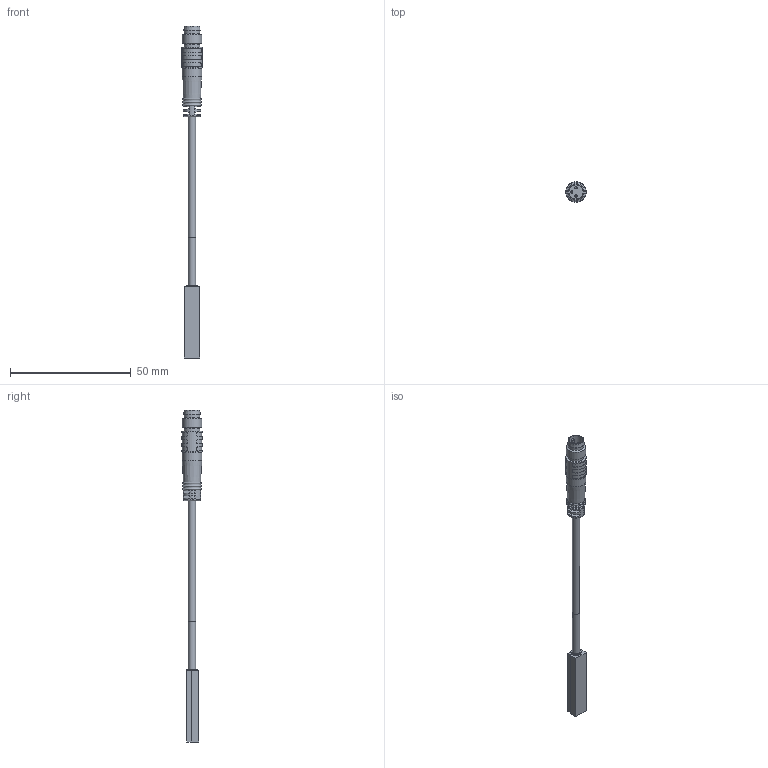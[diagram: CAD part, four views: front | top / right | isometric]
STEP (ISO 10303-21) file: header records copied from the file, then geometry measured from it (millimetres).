
FILE_DESCRIPTION(/* description */ (''),/* implementation_level */ '2;1');
FILE_NAME(/* name */ 'M#S_#.stp',/* time_stamp */ '2017-11-06T11:39:02+01:00',/* author */ ('Maniean1'),/* organization */ (''),/* preprocessor_version */ 'ST-DEVELOPER v16.5',/* originating_system */ 'Autodesk Inventor 2017',/* authorisation */ '');
FILE_SCHEMA (('AUTOMOTIVE_DESIGN { 1 0 10303 214 3 1 1 }'));
Length unit declared in the file: millimetre
Products named in the file (3): MRS_U; 1580.U; CONN-M8M+CAVO
Assembly tree (2 placements, depth 2):
  MRS_U
    1580.U
    CONN-M8M+CAVO
Bounding box: 8.5 x 8.5 x 137.5 mm (x, y, z)
Volume: 2925.1 mm3; surface area: 2689.8 mm2
Topology: 2 solids, 2 shells, 101 faces, 260 edges, 177 vertices
Faces by surface type: plane 51, cylinder 38, cone 5, torus 4, sphere 3
Full cylindrical faces by diameter (mm): 1 x3, 2.5 x1, 3 x2, 4.2 x1, 5.8 x1, 6.5 x2, 7.1 x3, 8 x1, 8.1 x1, 8.5 x1
Entity records: 3281 total; most frequent: CARTESIAN_POINT 916, DIRECTION 458, ORIENTED_EDGE 430, EDGE_CURVE 215, AXIS2_PLACEMENT_3D 185, VERTEX_POINT 163, EDGE_LOOP 146, FACE_OUTER_BOUND 101
